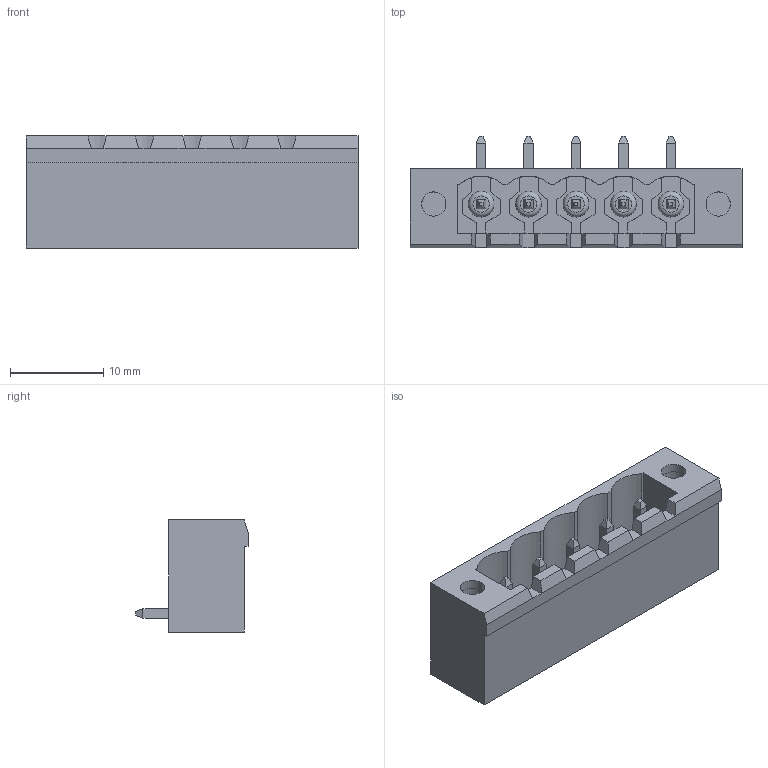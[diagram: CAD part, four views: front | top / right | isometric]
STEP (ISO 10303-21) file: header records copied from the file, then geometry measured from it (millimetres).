
FILE_DESCRIPTION( ( 'Unknown' ), '1' );
FILE_NAME( '691317510005.stp', 'Unknown', ( 'Unknown' ), ( 'Unknown' ), 'PSStep 19.0.9', 'Unknown', ' ' );
FILE_SCHEMA( ( 'AUTOMOTIVE_DESIGN { 1 0 10303 214 1 1 1 1 }' ) );
Length unit declared in the file: millimetre
Products named in the file (4): Assem1; 6913175100xx_PIN; 6913175100xx_INSERT; 691317510005
Assembly tree (8 placements, depth 2):
  Assem1
    6913175100xx_PIN  x5
    6913175100xx_INSERT  x2
    691317510005
Bounding box: 35.56 x 12 x 12 mm (x, y, z)
Volume: 1607.9 mm3; surface area: 4118.6 mm2
Topology: 8 solids, 8 shells, 329 faces, 866 edges, 561 vertices
Faces by surface type: plane 301, cylinder 19, torus 9
Full cylindrical faces by diameter (mm): 2.6 x4, 2.75 x5
Entity records: 10025 total; most frequent: CARTESIAN_POINT 1625, ORIENTED_EDGE 1336, DIRECTION 1217, EDGE_CURVE 668, LINE 611, VECTOR 611, VERTEX_POINT 447, AXIS2_PLACEMENT_3D 303
